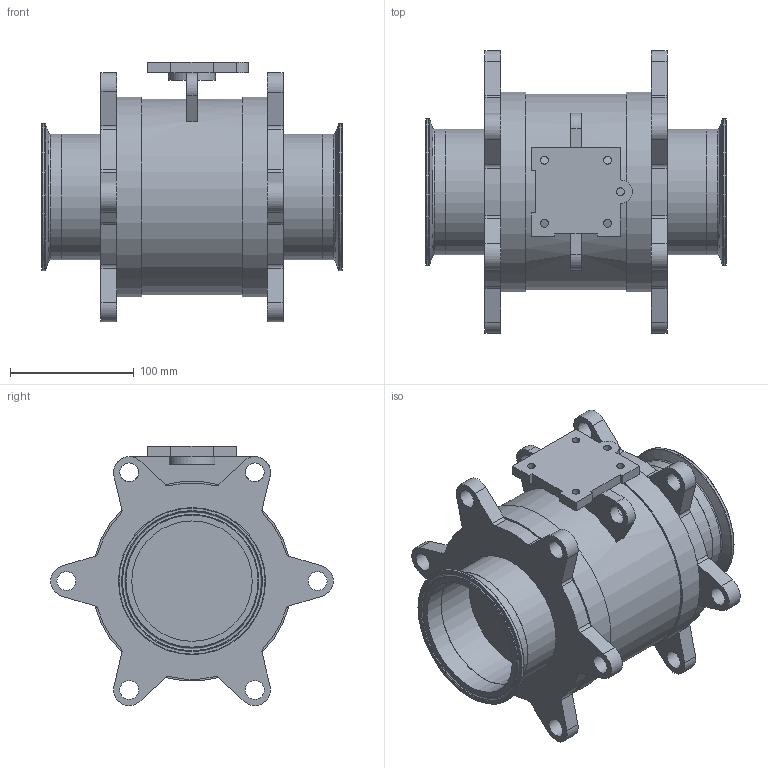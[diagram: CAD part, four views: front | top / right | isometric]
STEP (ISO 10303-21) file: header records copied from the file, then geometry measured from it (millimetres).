
FILE_DESCRIPTION(/* description */ (''),/* implementation_level */ '2;1');
FILE_NAME(/* name */ 'BLV2C-4.stp',/* time_stamp */ '2022-02-16T09:10:59-05:00',/* author */ ('ken'),/* organization */ (''),/* preprocessor_version */ 'ST-DEVELOPER v18.1',/* originating_system */ 'Autodesk Inventor 2020',/* authorisation */ '');
FILE_SCHEMA (('AUTOMOTIVE_DESIGN { 1 0 10303 214 3 1 1 }'));
Length unit declared in the file: inch
Products named in the file (5): BLV2C-4; BLV-BODY-4; BLVW-BODY-4 FLANGE; BLVW-BODY-4 FLANGE_1; 14WMP-4
Assembly tree (5 placements, depth 2):
  BLV2C-4
    BLV-BODY-4
    BLVW-BODY-4 FLANGE
    BLVW-BODY-4 FLANGE_1
    14WMP-4  x2
Bounding box: 243.08 x 228.53 x 209.61 mm (x, y, z)
Volume: 1013977.6 mm3; surface area: 347034.8 mm2
Topology: 5 solids, 5 shells, 174 faces, 505 edges, 350 vertices
Faces by surface type: cylinder 86, plane 66, torus 16, cone 6
Full cylindrical faces by diameter (mm): 6.35 x5, 15.24 x14, 97.384 x4, 101.6 x4, 118.923 x2, 152.4 x1, 158.75 x1, 161.925 x2
Entity records: 5550 total; most frequent: DIRECTION 1005, CARTESIAN_POINT 918, ORIENTED_EDGE 892, EDGE_CURVE 446, AXIS2_PLACEMENT_3D 392, VERTEX_POINT 305, CIRCLE 225, LINE 221
